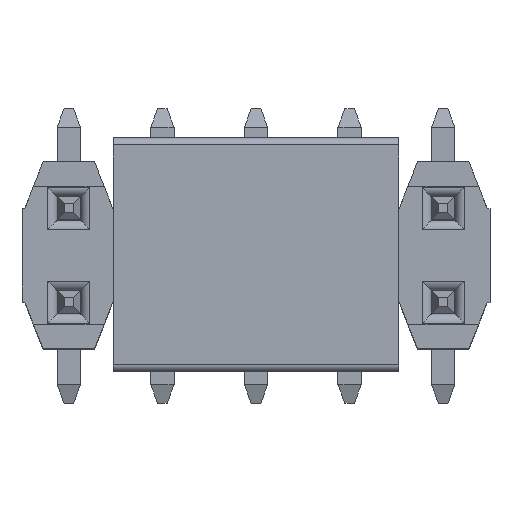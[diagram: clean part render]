
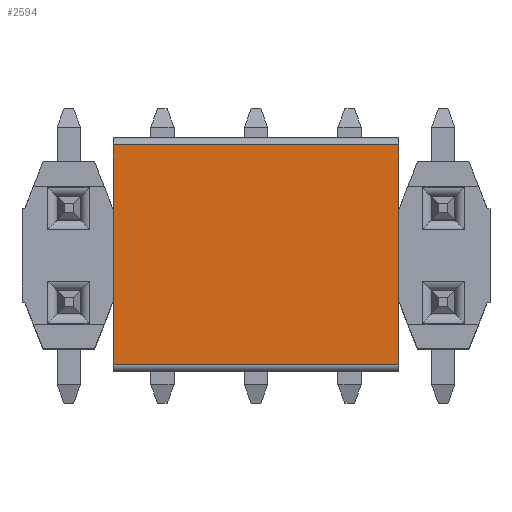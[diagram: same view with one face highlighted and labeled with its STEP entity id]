
A CAD part, top view. The second image highlights one B-rep face of the part: STEP entity #2594.
In plain terms, the highlighted face is planar.
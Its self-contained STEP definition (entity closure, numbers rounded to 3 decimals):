
#31 = ORIENTED_EDGE ( 'NONE', *, *, #32, .T. ) ;
#32 = EDGE_CURVE ( 'NONE', #2587, #33, #4763, .T. ) ;
#33 = VERTEX_POINT ( 'NONE', #4759 ) ;
#34 = ORIENTED_EDGE ( 'NONE', *, *, #35, .F. ) ;
#35 = EDGE_CURVE ( 'NONE', #36, #33, #4758, .T. ) ;
#36 = VERTEX_POINT ( 'NONE', #4754 ) ;
#37 = ORIENTED_EDGE ( 'NONE', *, *, #38, .F. ) ;
#38 = EDGE_CURVE ( 'NONE', #2590, #36, #4753, .T. ) ;
#39 = ORIENTED_EDGE ( 'NONE', *, *, #2589, .T. ) ;
#728 = EDGE_LOOP ( 'NONE', ( #31, #34, #37, #39 ) ) ;
#2587 = VERTEX_POINT ( 'NONE', #8960 ) ;
#2589 = EDGE_CURVE ( 'NONE', #2590, #2587, #8959, .T. ) ;
#2590 = VERTEX_POINT ( 'NONE', #8955 ) ;
#2594 = ADVANCED_FACE ( 'NONE', ( #8949 ), #8948, .F. ) ;
#4750 = DIRECTION ( 'NONE',  ( -1., 0., 0. ) ) ;
#4751 = VECTOR ( 'NONE', #4750, 1000. ) ;
#4752 = CARTESIAN_POINT ( 'NONE',  ( 869.45, -328.661, 6.1 ) ) ;
#4753 = LINE ( 'NONE', #4752, #4751 ) ;
#4754 = CARTESIAN_POINT ( 'NONE',  ( 869.45, -328.661, 6.1 ) ) ;
#4755 = DIRECTION ( 'NONE',  ( 0., 0., -1. ) ) ;
#4756 = VECTOR ( 'NONE', #4755, 1000. ) ;
#4757 = CARTESIAN_POINT ( 'NONE',  ( 869.45, -328.661, 6.1 ) ) ;
#4758 = LINE ( 'NONE', #4757, #4756 ) ;
#4759 = CARTESIAN_POINT ( 'NONE',  ( 869.45, -328.661, 0. ) ) ;
#4760 = DIRECTION ( 'NONE',  ( -1., 0., 0. ) ) ;
#4761 = VECTOR ( 'NONE', #4760, 1000. ) ;
#4762 = CARTESIAN_POINT ( 'NONE',  ( 869.45, -328.661, 0. ) ) ;
#4763 = LINE ( 'NONE', #4762, #4761 ) ;
#8944 = DIRECTION ( 'NONE',  ( 1., 0., 0. ) ) ;
#8945 = DIRECTION ( 'NONE',  ( 0., -1., 0. ) ) ;
#8946 = AXIS2_PLACEMENT_3D ( 'NONE', #8947, #8945, #8944 ) ;
#8947 = CARTESIAN_POINT ( 'NONE',  ( 869.45, -328.661, 6.1 ) ) ;
#8948 = PLANE ( 'NONE',  #8946 ) ;
#8949 = FACE_OUTER_BOUND ( 'NONE', #728, .T. ) ;
#8955 = CARTESIAN_POINT ( 'NONE',  ( 874.15, -328.661, 6.1 ) ) ;
#8956 = DIRECTION ( 'NONE',  ( 0., 0., -1. ) ) ;
#8957 = VECTOR ( 'NONE', #8956, 1000. ) ;
#8958 = CARTESIAN_POINT ( 'NONE',  ( 874.15, -328.661, 6.1 ) ) ;
#8959 = LINE ( 'NONE', #8958, #8957 ) ;
#8960 = CARTESIAN_POINT ( 'NONE',  ( 874.15, -328.661, 0. ) ) ;
